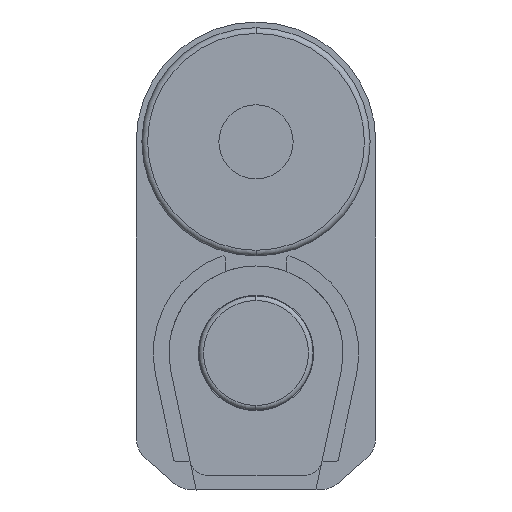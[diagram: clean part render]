
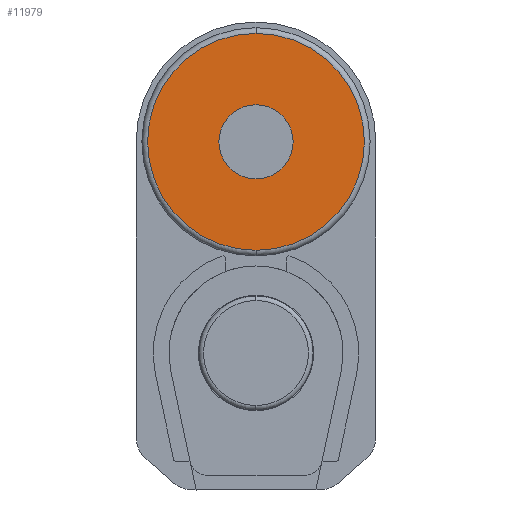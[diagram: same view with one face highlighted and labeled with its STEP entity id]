
A CAD part, front view. The second image highlights one B-rep face of the part: STEP entity #11979.
In plain terms, the highlighted planar face has unit normal (0, -1, 0).
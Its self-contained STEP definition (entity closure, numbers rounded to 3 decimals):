
#63 = CIRCLE ( 'NONE', #8581, 19. ) ;
#1123 = DIRECTION ( 'NONE',  ( 0., -1., 0. ) ) ;
#1598 = CARTESIAN_POINT ( 'NONE',  ( 0., -79., 20. ) ) ;
#1795 = ORIENTED_EDGE ( 'NONE', *, *, #4363, .F. ) ;
#2393 = CIRCLE ( 'NONE', #20918, 6.5 ) ;
#3062 = EDGE_CURVE ( 'NONE', #21920, #18319, #2393, .T. ) ;
#3360 = AXIS2_PLACEMENT_3D ( 'NONE', #4503, #1123, #8210 ) ;
#3485 = EDGE_CURVE ( 'NONE', #10836, #14342, #63, .T. ) ;
#3859 = CIRCLE ( 'NONE', #15525, 6.5 ) ;
#4363 = EDGE_CURVE ( 'NONE', #18319, #21920, #3859, .T. ) ;
#4503 = CARTESIAN_POINT ( 'NONE',  ( 0., -79., 0. ) ) ;
#4825 = CARTESIAN_POINT ( 'NONE',  ( 0., -79., 1. ) ) ;
#5026 = CARTESIAN_POINT ( 'NONE',  ( 0., -79., 20. ) ) ;
#5162 = CIRCLE ( 'NONE', #22600, 19. ) ;
#5430 = CARTESIAN_POINT ( 'NONE',  ( 0., -79., 26.5 ) ) ;
#6144 = ORIENTED_EDGE ( 'NONE', *, *, #3062, .F. ) ;
#6837 = DIRECTION ( 'NONE',  ( 0., -1., 0. ) ) ;
#8210 = DIRECTION ( 'NONE',  ( 0., 0., -1. ) ) ;
#8581 = AXIS2_PLACEMENT_3D ( 'NONE', #20833, #20971, #15557 ) ;
#8830 = DIRECTION ( 'NONE',  ( 0., 0., -1. ) ) ;
#9497 = ORIENTED_EDGE ( 'NONE', *, *, #3485, .T. ) ;
#9513 = FACE_OUTER_BOUND ( 'NONE', #13734, .T. ) ;
#9657 = CARTESIAN_POINT ( 'NONE',  ( 0., -79., 13.5 ) ) ;
#10036 = CARTESIAN_POINT ( 'NONE',  ( 0., -79., 20. ) ) ;
#10302 = ORIENTED_EDGE ( 'NONE', *, *, #12137, .T. ) ;
#10836 = VERTEX_POINT ( 'NONE', #19881 ) ;
#11904 = DIRECTION ( 'NONE',  ( 0., -1., 0. ) ) ;
#11979 = ADVANCED_FACE ( 'NONE', ( #13957, #9513 ), #21793, .T. ) ;
#12059 = DIRECTION ( 'NONE',  ( 0., 0., -1. ) ) ;
#12137 = EDGE_CURVE ( 'NONE', #14342, #10836, #5162, .T. ) ;
#13734 = EDGE_LOOP ( 'NONE', ( #10302, #9497 ) ) ;
#13957 = FACE_BOUND ( 'NONE', #20687, .T. ) ;
#14342 = VERTEX_POINT ( 'NONE', #4825 ) ;
#15525 = AXIS2_PLACEMENT_3D ( 'NONE', #1598, #15753, #8830 ) ;
#15557 = DIRECTION ( 'NONE',  ( 0., 0., -1. ) ) ;
#15584 = DIRECTION ( 'NONE',  ( 0., 0., -1. ) ) ;
#15753 = DIRECTION ( 'NONE',  ( 0., -1., 0. ) ) ;
#18319 = VERTEX_POINT ( 'NONE', #5430 ) ;
#19881 = CARTESIAN_POINT ( 'NONE',  ( 0., -79., 39. ) ) ;
#20687 = EDGE_LOOP ( 'NONE', ( #1795, #6144 ) ) ;
#20833 = CARTESIAN_POINT ( 'NONE',  ( 0., -79., 20. ) ) ;
#20918 = AXIS2_PLACEMENT_3D ( 'NONE', #10036, #6837, #15584 ) ;
#20971 = DIRECTION ( 'NONE',  ( 0., -1., 0. ) ) ;
#21793 = PLANE ( 'NONE',  #3360 ) ;
#21920 = VERTEX_POINT ( 'NONE', #9657 ) ;
#22600 = AXIS2_PLACEMENT_3D ( 'NONE', #5026, #11904, #12059 ) ;
